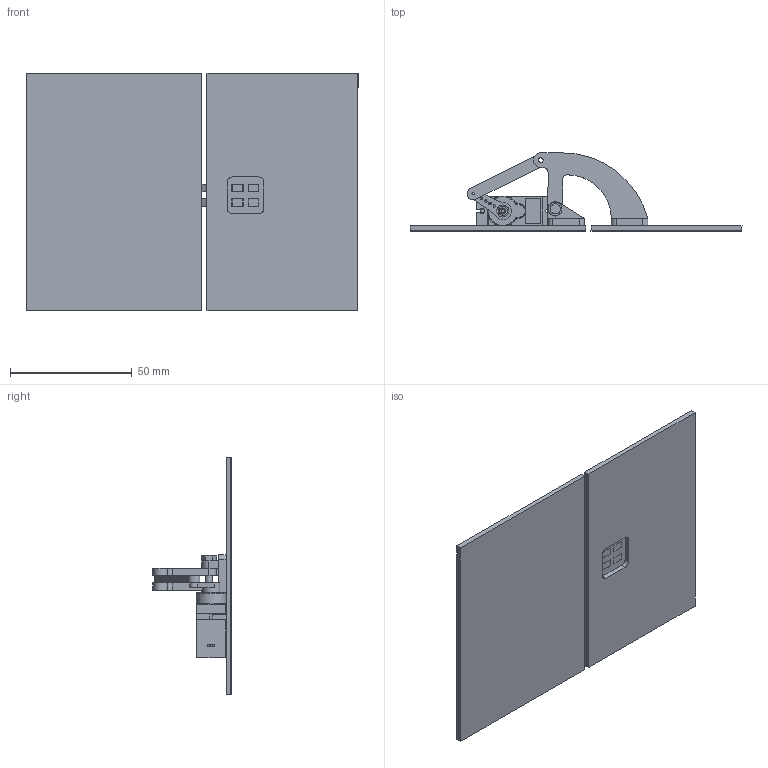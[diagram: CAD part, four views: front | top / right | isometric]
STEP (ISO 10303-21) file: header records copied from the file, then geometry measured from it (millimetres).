
FILE_DESCRIPTION(/* description */ (''),/* implementation_level */ '2;1');
FILE_NAME(/* name */ 'Assembly.stp',/* time_stamp */ '2020-07-26T22:01:18+06:00',/* author */ ('Aarya'),/* organization */ (''),/* preprocessor_version */ 'ST-DEVELOPER v18',/* originating_system */ 'Autodesk Inventor 2020',/* authorisation */ '');
FILE_SCHEMA (('AUTOMOTIVE_DESIGN { 1 0 10303 214 3 1 1 }'));
Length unit declared in the file: millimetre
Products named in the file (12): Assembly; plate; Hinge_Base; Hinge; hinge_1; horn_base; push_rod; SG90; SG90 plastic Horn; plate2; AS 1427 - M3 x 20(7); BS 3692 - M3(3)
Assembly tree (14 placements, depth 2):
  Assembly
    plate
    Hinge_Base
    Hinge  x2
    hinge_1  x2
    horn_base
    push_rod
    SG90
    SG90 plastic Horn
    plate2
    AS 1427 - M3 x 20(7)
    BS 3692 - M3(3)  x2
Bounding box: 136.32 x 32.06 x 97.33 mm (x, y, z)
Volume: 39178.2 mm3; surface area: 37049.4 mm2
Topology: 18 solids, 18 shells, 371 faces, 916 edges, 577 vertices
Faces by surface type: plane 193, cylinder 107, cone 40, torus 14, sphere 9, bspline 8
Full cylindrical faces by diameter (mm): 0.95 x1, 1 x9, 1.5 x1, 2 x7, 2.459 x2, 2.49 x1, 3 x1, 4.125 x1, 4.75 x1, 4.8 x1, 4.95 x1, 7.07 x1
Entity records: 9734 total; most frequent: CARTESIAN_POINT 1914, DIRECTION 1589, ORIENTED_EDGE 1492, EDGE_CURVE 746, AXIS2_PLACEMENT_3D 579, VERTEX_POINT 472, LINE 431, VECTOR 431
